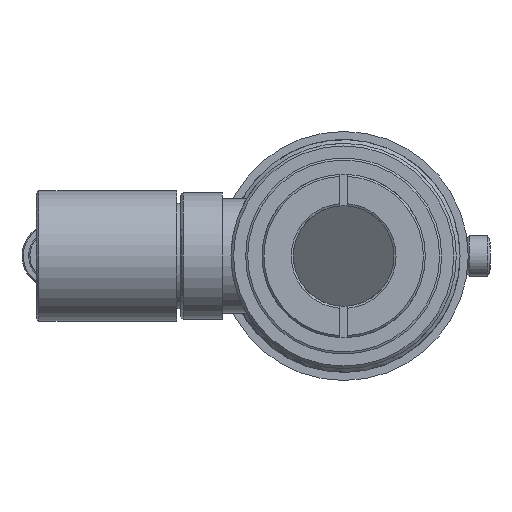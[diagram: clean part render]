
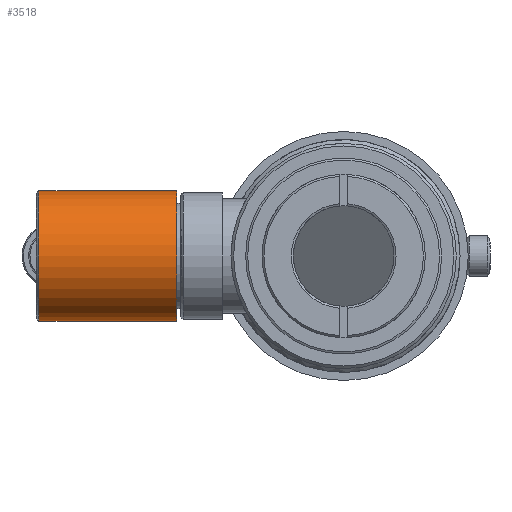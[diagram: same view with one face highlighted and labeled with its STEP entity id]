
A CAD part, left-side view. The second image highlights one B-rep face of the part: STEP entity #3518.
In plain terms, the highlighted cylindrical face has radius 12.7 mm (diameter 25.4 mm), a full revolution.
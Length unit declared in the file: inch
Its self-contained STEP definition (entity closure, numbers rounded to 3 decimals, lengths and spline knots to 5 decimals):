
#3268=CARTESIAN_POINT('',(1.084,0.5,0.));
#3269=VERTEX_POINT('',#3268);
#3270=CARTESIAN_POINT('',(1.214,0.5,0.0));
#3271=VERTEX_POINT('',#3270);
#3272=CARTESIAN_POINT('',(1.084,0.5,0.));
#3273=CARTESIAN_POINT('',(1.084,0.5,-0.00817));
#3274=CARTESIAN_POINT('',(1.08563,0.49978,-0.01688));
#3275=CARTESIAN_POINT('',(1.09227,0.49898,-0.03289));
#3276=CARTESIAN_POINT('',(1.09727,0.49842,-0.0402));
#3277=CARTESIAN_POINT('',(1.1088,0.49735,-0.05173));
#3278=CARTESIAN_POINT('',(1.11611,0.49678,-0.05673));
#3279=CARTESIAN_POINT('',(1.13212,0.49598,-0.06337));
#3280=CARTESIAN_POINT('',(1.14083,0.49576,-0.065));
#3281=CARTESIAN_POINT('',(1.15717,0.49576,-0.065));
#3282=CARTESIAN_POINT('',(1.16588,0.49598,-0.06337));
#3283=CARTESIAN_POINT('',(1.18189,0.49678,-0.05673));
#3284=CARTESIAN_POINT('',(1.1892,0.49735,-0.05173));
#3285=CARTESIAN_POINT('',(1.20073,0.49842,-0.0402));
#3286=CARTESIAN_POINT('',(1.20573,0.49898,-0.03289));
#3287=CARTESIAN_POINT('',(1.21237,0.49978,-0.01688));
#3288=CARTESIAN_POINT('',(1.214,0.5,-0.00817));
#3289=CARTESIAN_POINT('',(1.214,0.5,0.));
#3290=B_SPLINE_CURVE_WITH_KNOTS('',3,(#3272,#3273,#3274,#3275,#3276,#3277,#3278,#3279,#3280,#3281,#3282,#3283,#3284,#3285,#3286,#3287,#3288,#3289),.UNSPECIFIED.,.F.,.U.,(4,2,2,2,2,2,2,2,4),(0.24907,0.31133,0.3736,0.43587,0.49813,0.5604,0.62267,0.68493,0.7472),.UNSPECIFIED.);
#3291=EDGE_CURVE('',#3269,#3271,#3290,.T.);
#3293=CARTESIAN_POINT('',(1.214,0.5,0.));
#3294=CARTESIAN_POINT('',(1.214,0.5,0.00817));
#3295=CARTESIAN_POINT('',(1.21237,0.49978,0.01688));
#3296=CARTESIAN_POINT('',(1.20573,0.49898,0.03289));
#3297=CARTESIAN_POINT('',(1.20073,0.49842,0.0402));
#3298=CARTESIAN_POINT('',(1.1892,0.49735,0.05173));
#3299=CARTESIAN_POINT('',(1.18189,0.49678,0.05673));
#3300=CARTESIAN_POINT('',(1.16588,0.49598,0.06337));
#3301=CARTESIAN_POINT('',(1.15717,0.49576,0.065));
#3302=CARTESIAN_POINT('',(1.149,0.49576,0.065));
#3303=CARTESIAN_POINT('',(1.14083,0.49576,0.065));
#3304=CARTESIAN_POINT('',(1.13212,0.49598,0.06337));
#3305=CARTESIAN_POINT('',(1.11611,0.49678,0.05673));
#3306=CARTESIAN_POINT('',(1.1088,0.49735,0.05173));
#3307=CARTESIAN_POINT('',(1.09727,0.49842,0.0402));
#3308=CARTESIAN_POINT('',(1.09227,0.49898,0.03289));
#3309=CARTESIAN_POINT('',(1.08563,0.49978,0.01688));
#3310=CARTESIAN_POINT('',(1.084,0.5,0.00817));
#3311=CARTESIAN_POINT('',(1.084,0.5,0.0));
#3312=B_SPLINE_CURVE_WITH_KNOTS('',3,(#3293,#3294,#3295,#3296,#3297,#3298,#3299,#3300,#3301,#3302,#3303,#3304,#3305,#3306,#3307,#3308,#3309,#3310,#3311),.UNSPECIFIED.,.F.,.U.,(4,2,2,2,3,2,2,2,4),(0.7472,0.80947,0.87173,0.934,0.99627,1.05853,1.1208,1.18307,1.24533),.UNSPECIFIED.);
#3313=EDGE_CURVE('',#3271,#3269,#3312,.T.);
#3472=CARTESIAN_POINT('',(1.269,0.5,0.));
#3473=VERTEX_POINT('',#3472);
#3474=CARTESIAN_POINT('',(1.269,0.0,0.0));
#3475=DIRECTION('',(1.0,0.0,0.0));
#3476=DIRECTION('',(0.0,-1.0,0.0));
#3477=AXIS2_PLACEMENT_3D('',#3474,#3475,#3476);
#3478=CIRCLE('',#3477,0.5);
#3479=EDGE_CURVE('',#3473,#3473,#3478,.T.);
#3495=CARTESIAN_POINT('',(0.7525,0.0,0.0));
#3496=DIRECTION('',(1.0,0.0,0.0));
#3497=DIRECTION('',(0.0,1.0,0.0));
#3498=AXIS2_PLACEMENT_3D('',#3495,#3496,#3497);
#3499=CYLINDRICAL_SURFACE('',#3498,0.5);
#3500=CARTESIAN_POINT('',(0.216,0.5,0.0));
#3501=VERTEX_POINT('',#3500);
#3502=CARTESIAN_POINT('',(0.216,0.0,0.0));
#3503=DIRECTION('',(1.0,0.0,0.0));
#3504=DIRECTION('',(0.0,1.0,0.0));
#3505=AXIS2_PLACEMENT_3D('',#3502,#3503,#3504);
#3506=CIRCLE('',#3505,0.5);
#3507=EDGE_CURVE('',#3501,#3501,#3506,.T.);
#3508=ORIENTED_EDGE('',*,*,#3507,.T.);
#3509=EDGE_LOOP('',(#3508));
#3510=FACE_OUTER_BOUND('',#3509,.T.);
#3511=ORIENTED_EDGE('',*,*,#3291,.T.);
#3512=ORIENTED_EDGE('',*,*,#3313,.T.);
#3513=EDGE_LOOP('',(#3511,#3512));
#3514=FACE_BOUND('',#3513,.T.);
#3515=ORIENTED_EDGE('',*,*,#3479,.F.);
#3516=EDGE_LOOP('',(#3515));
#3517=FACE_BOUND('',#3516,.T.);
#3518=ADVANCED_FACE('',(#3510,#3514,#3517),#3499,.T.);
